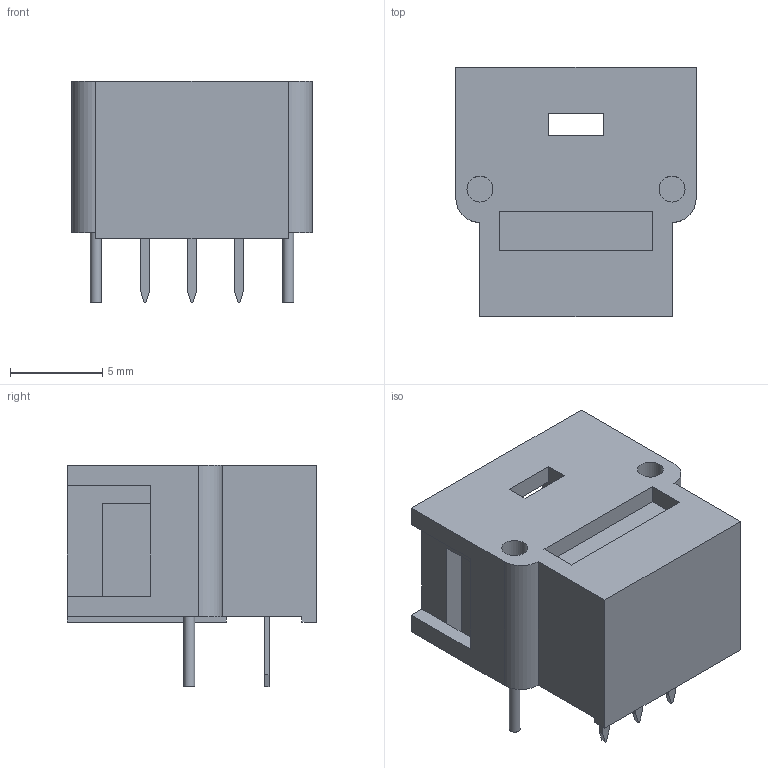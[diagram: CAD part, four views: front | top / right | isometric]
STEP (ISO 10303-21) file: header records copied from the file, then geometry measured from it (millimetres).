
FILE_DESCRIPTION(('FreeCAD Model'),'2;1');
FILE_NAME('Open CASCADE Shape Model','2024-04-24T10:41:35',( 'kicad StepUp'),('ksu MCAD'),'Open CASCADE STEP processor 7.6', 'FreeCAD','Unknown');
FILE_SCHEMA(('AUTOMOTIVE_DESIGN { 1 0 10303 214 1 1 1 1 }'));
Length unit declared in the file: millimetre
Products named in the file (1): Compound
Bounding box: 13 x 13.5 x 12 mm (x, y, z)
Volume: 965.4 mm3; surface area: 1175.6 mm2
Topology: 6 solids, 6 shells, 137 faces, 344 edges, 221 vertices
Faces by surface type: plane 125, cylinder 9, cone 3
Full cylindrical faces by diameter (mm): 0.6 x2, 1.4 x2, 2.5 x1
Entity records: 5037 total; most frequent: CARTESIAN_POINT 703, ORIENTED_EDGE 688, DIRECTION 645, EDGE_CURVE 344, LINE 319, VECTOR 319, VERTEX_POINT 221, AXIS2_PLACEMENT_3D 163
